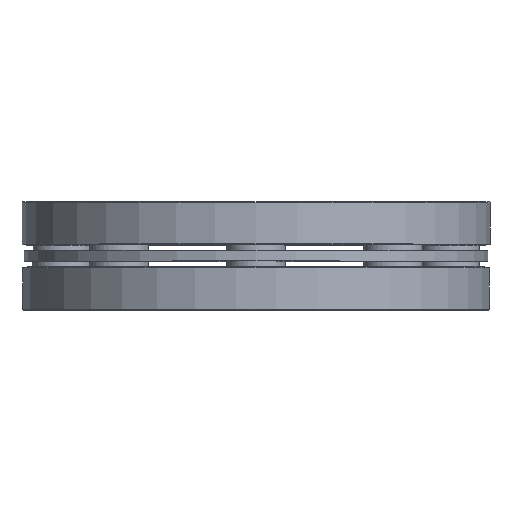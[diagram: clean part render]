
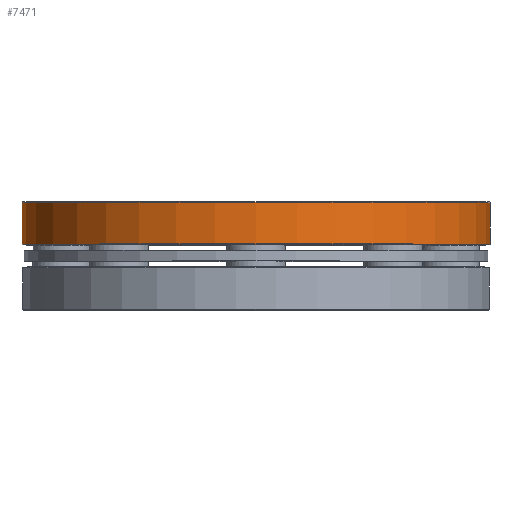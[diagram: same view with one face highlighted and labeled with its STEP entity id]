
A CAD part, top view. The second image highlights one B-rep face of the part: STEP entity #7471.
In plain terms, the highlighted cylindrical face has radius 111 mm (diameter 222 mm), a full revolution.
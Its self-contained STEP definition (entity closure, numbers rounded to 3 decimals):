
#413=CYLINDRICAL_SURFACE('',#7917,111.);
#718=ORIENTED_EDGE('',*,*,#1860,.T.);
#719=ORIENTED_EDGE('',*,*,#1871,.T.);
#1860=EDGE_CURVE('',#2464,#2464,#2932,.T.);
#1871=EDGE_CURVE('',#2475,#2475,#2943,.F.);
#2464=VERTEX_POINT('',#10459);
#2475=VERTEX_POINT('',#10487);
#2932=CIRCLE('',#7901,111.);
#2943=CIRCLE('',#7918,111.);
#3410=EDGE_LOOP('',(#718));
#3411=EDGE_LOOP('',(#719));
#4106=FACE_BOUND('',#3410,.T.);
#4107=FACE_BOUND('',#3411,.T.);
#7471=ADVANCED_FACE('',(#4106,#4107),#413,.T.);
#7901=AXIS2_PLACEMENT_3D('',#10458,#8774,#8775);
#7917=AXIS2_PLACEMENT_3D('',#10485,#8806,#8807);
#7918=AXIS2_PLACEMENT_3D('',#10486,#8808,#8809);
#8774=DIRECTION('',(0.,1.,0.));
#8775=DIRECTION('',(0.,0.,1.));
#8806=DIRECTION('',(0.,1.,0.));
#8807=DIRECTION('',(0.,0.,1.));
#8808=DIRECTION('',(0.,1.,0.));
#8809=DIRECTION('',(0.,0.,1.));
#10458=CARTESIAN_POINT('',(0.,0.3,0.));
#10459=CARTESIAN_POINT('',(0.,0.3,111.));
#10485=CARTESIAN_POINT('',(0.,1.3,0.));
#10486=CARTESIAN_POINT('',(0.,20.1,0.));
#10487=CARTESIAN_POINT('',(0.,20.1,111.));
